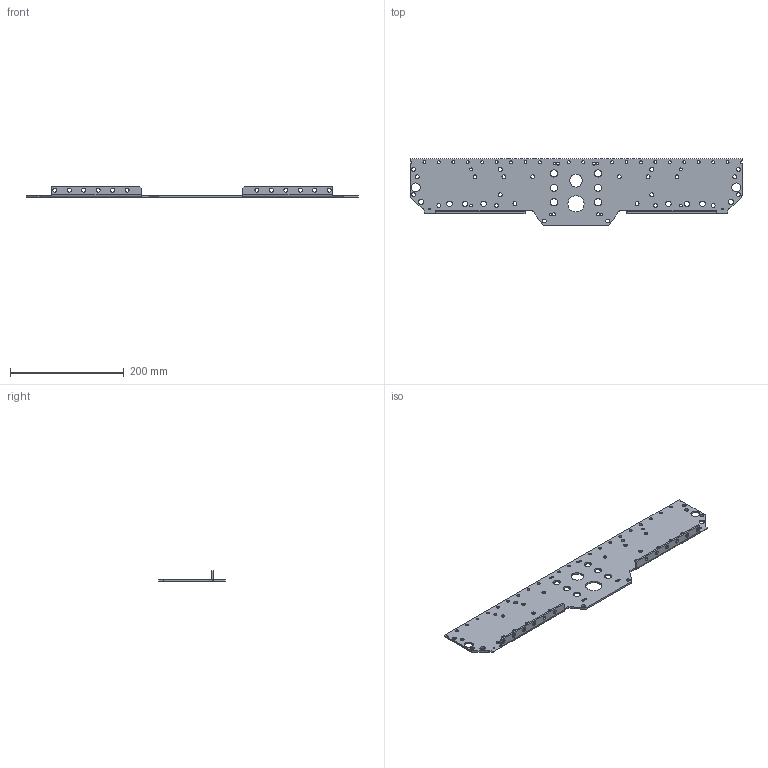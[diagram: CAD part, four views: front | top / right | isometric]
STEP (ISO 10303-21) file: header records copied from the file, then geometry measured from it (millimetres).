
FILE_DESCRIPTION(/* description */ (''),/* implementation_level */ '2;1');
FILE_NAME(/* name */ 'Inside Plate - Short.ipt.step',/* time_stamp */ '2014-01-07T11:01:23-08:00',/* author */ ('Philip'),/* organization */ (''),/* preprocessor_version */ 'ST-DEVELOPER v15.2',/* originating_system */ 'Autodesk Inventor 2014',/* authorisation */ '');
FILE_SCHEMA (('AUTOMOTIVE_DESIGN { 1 0 10303 214 3 1 1 }'));
Length unit declared in the file: inch
Products named in the file (1): Inside Plate - Short
Bounding box: 584.2 x 117.47 x 19.05 mm (x, y, z)
Volume: 184182.8 mm3; surface area: 127031 mm2
Topology: 1 solids, 1 shells, 135 faces, 389 edges, 256 vertices
Faces by surface type: cylinder 103, plane 32
Full cylindrical faces by diameter (mm): 2.54 x2, 4.064 x4, 5.08 x24, 5.105 x4, 6.706 x22, 6.807 x2, 7.112 x12, 9.627 x8, 12.7 x6, 15.875 x2, 28.575 x1
Entity records: 4469 total; most frequent: DIRECTION 782, CARTESIAN_POINT 694, ORIENTED_EDGE 604, EDGE_LOOP 398, AXIS2_PLACEMENT_3D 344, EDGE_CURVE 302, FACE_BOUND 263, VERTEX_POINT 256
